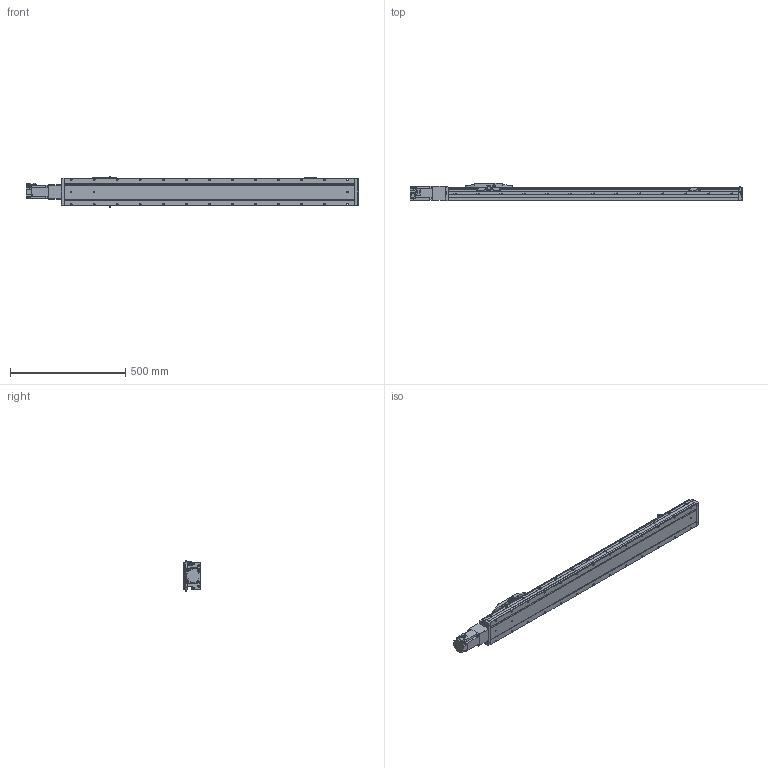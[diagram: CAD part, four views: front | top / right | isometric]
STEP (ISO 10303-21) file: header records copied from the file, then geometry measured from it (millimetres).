
FILE_DESCRIPTION (( 'STEP AP214' ), '1' );
FILE_NAME ('MTU120BC-16XLD-0900-XXXX.STEP', '2025-02-27T13:37:51', ( '' ), ( '' ), 'SwSTEP 2.0', 'SolidWorks 2022', '' );
FILE_SCHEMA (( 'AUTOMOTIVE_DESIGN' ));
Length unit declared in the file: millimetre
Products named in the file (11): FANG STICKER; MTU120-900-1; MTU120-900MOTOR; MTU120-900-3; MTU120-900SENSORPLATE; MTU120-900-2; MTU120-900FANGTOOTH; MTU120-900-4; MTU120-900SENSOR; MTU120-900CARRIAGE; MTU120BC-16XLD-0900-XXXX
Assembly tree (14 placements, depth 2):
  MTU120BC-16XLD-0900-XXXX
    MTU120-900-1
    MTU120-900-2
    MTU120-900-3
    MTU120-900MOTOR
    MTU120-900CARRIAGE
    MTU120-900-4
    MTU120-900SENSORPLATE  x3
    MTU120-900SENSOR  x3
    MTU120-900FANGTOOTH
    FANG STICKER
Bounding box: 1442.8 x 76 x 133.6 mm (x, y, z)
Volume: 8891557.3 mm3; surface area: 678972.1 mm2
Topology: 14 solids, 15 shells, 1829 faces, 4732 edges, 3075 vertices
Faces by surface type: plane 1119, cylinder 534, cone 122, torus 50, sphere 4
Entity records: 48223 total; most frequent: CARTESIAN_POINT 8693, DIRECTION 8228, ORIENTED_EDGE 8012, EDGE_CURVE 4006, VECTOR 2888, LINE 2888, AXIS2_PLACEMENT_3D 2670, VERTEX_POINT 2603
